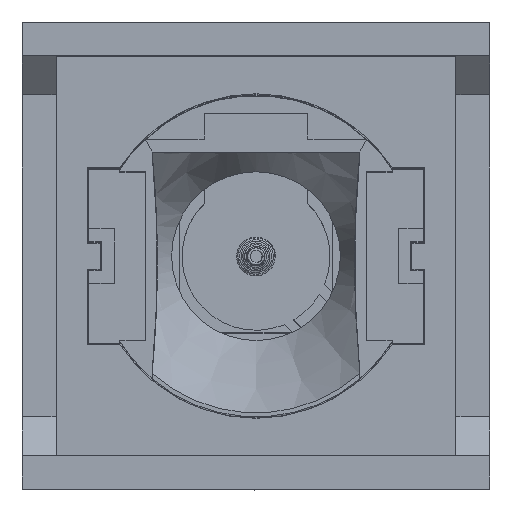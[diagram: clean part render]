
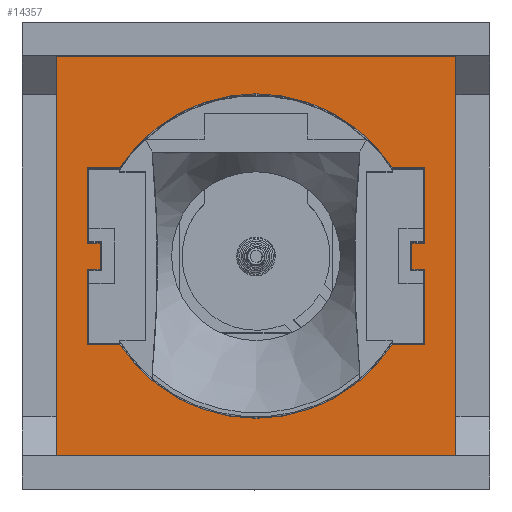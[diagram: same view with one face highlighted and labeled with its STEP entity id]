
A CAD part, top view. The second image highlights one B-rep face of the part: STEP entity #14357.
In plain terms, the highlighted planar face has unit normal (0, 0, 1).
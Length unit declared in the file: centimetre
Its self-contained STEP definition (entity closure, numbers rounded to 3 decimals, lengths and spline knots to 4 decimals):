
#73=FACE_BOUND('',#5195,.T.);
#922=LINE('',#23816,#2404);
#1135=LINE('',#24375,#2617);
#1138=LINE('',#24380,#2620);
#1139=LINE('',#24383,#2621);
#1142=LINE('',#24389,#2624);
#1144=LINE('',#24394,#2626);
#1147=LINE('',#24399,#2629);
#1149=LINE('',#24403,#2631);
#1151=LINE('',#24407,#2633);
#1154=LINE('',#24415,#2636);
#1155=LINE('',#24418,#2637);
#1157=LINE('',#24422,#2639);
#1160=LINE('',#24429,#2642);
#1161=LINE('',#24432,#2643);
#1163=LINE('',#24435,#2645);
#1165=LINE('',#24440,#2647);
#1168=LINE('',#24444,#2650);
#1169=LINE('',#24446,#2651);
#2404=VECTOR('',#18215,1.);
#2617=VECTOR('',#18688,1.);
#2620=VECTOR('',#18693,1.);
#2621=VECTOR('',#18696,1.);
#2624=VECTOR('',#18703,1.);
#2626=VECTOR('',#18707,1.);
#2629=VECTOR('',#18712,1.);
#2631=VECTOR('',#18716,1.);
#2633=VECTOR('',#18720,1.);
#2636=VECTOR('',#18729,1.);
#2637=VECTOR('',#18732,1.);
#2639=VECTOR('',#18736,1.);
#2642=VECTOR('',#18745,1.);
#2643=VECTOR('',#18748,1.);
#2645=VECTOR('',#18752,1.);
#2647=VECTOR('',#18756,1.);
#2650=VECTOR('',#18761,1.);
#2651=VECTOR('',#18764,1.);
#3636=PLANE('',#15490);
#4385=FACE_OUTER_BOUND('',#5194,.T.);
#5194=EDGE_LOOP('',(#12673,#12674,#12675,#12676));
#5195=EDGE_LOOP('',(#12677,#12678,#12679,#12680,#12681,#12682,#12683,#12684,
#12685,#12686,#12687,#12688,#12689,#12690,#12691,#12692));
#5830=CIRCLE('',#15478,0.625);
#5831=CIRCLE('',#15483,0.625);
#6819=VERTEX_POINT('',#23813);
#6820=VERTEX_POINT('',#23815);
#6993=VERTEX_POINT('',#24372);
#6994=VERTEX_POINT('',#24374);
#6995=VERTEX_POINT('',#24378);
#6996=VERTEX_POINT('',#24382);
#6997=VERTEX_POINT('',#24387);
#6998=VERTEX_POINT('',#24391);
#6999=VERTEX_POINT('',#24393);
#7000=VERTEX_POINT('',#24397);
#7001=VERTEX_POINT('',#24401);
#7002=VERTEX_POINT('',#24405);
#7003=VERTEX_POINT('',#24409);
#7004=VERTEX_POINT('',#24411);
#7005=VERTEX_POINT('',#24417);
#7006=VERTEX_POINT('',#24421);
#7007=VERTEX_POINT('',#24425);
#7008=VERTEX_POINT('',#24431);
#7009=VERTEX_POINT('',#24437);
#7010=VERTEX_POINT('',#24439);
#8672=EDGE_CURVE('',#6820,#6819,#922,.T.);
#8931=EDGE_CURVE('',#6994,#6993,#1135,.T.);
#8934=EDGE_CURVE('',#6993,#6995,#1138,.T.);
#8935=EDGE_CURVE('',#6996,#6994,#1139,.T.);
#8938=EDGE_CURVE('',#6995,#6997,#1142,.T.);
#8940=EDGE_CURVE('',#6999,#6998,#1144,.T.);
#8943=EDGE_CURVE('',#6998,#7000,#1147,.T.);
#8945=EDGE_CURVE('',#7000,#7001,#1149,.T.);
#8947=EDGE_CURVE('',#7001,#7002,#1151,.T.);
#8949=EDGE_CURVE('',#7004,#7003,#5830,.T.);
#8951=EDGE_CURVE('',#7002,#7004,#1154,.T.);
#8952=EDGE_CURVE('',#7005,#6999,#1155,.T.);
#8954=EDGE_CURVE('',#7006,#7005,#1157,.T.);
#8956=EDGE_CURVE('',#7007,#7006,#5831,.T.);
#8958=EDGE_CURVE('',#6997,#7007,#1160,.T.);
#8959=EDGE_CURVE('',#7008,#6996,#1161,.T.);
#8961=EDGE_CURVE('',#7003,#7008,#1163,.T.);
#8963=EDGE_CURVE('',#7010,#7009,#1165,.T.);
#8966=EDGE_CURVE('',#7009,#6820,#1168,.T.);
#8967=EDGE_CURVE('',#6819,#7010,#1169,.T.);
#12673=ORIENTED_EDGE('',*,*,#8963,.T.);
#12674=ORIENTED_EDGE('',*,*,#8966,.T.);
#12675=ORIENTED_EDGE('',*,*,#8672,.T.);
#12676=ORIENTED_EDGE('',*,*,#8967,.T.);
#12677=ORIENTED_EDGE('',*,*,#8949,.T.);
#12678=ORIENTED_EDGE('',*,*,#8961,.T.);
#12679=ORIENTED_EDGE('',*,*,#8959,.T.);
#12680=ORIENTED_EDGE('',*,*,#8935,.T.);
#12681=ORIENTED_EDGE('',*,*,#8931,.T.);
#12682=ORIENTED_EDGE('',*,*,#8934,.T.);
#12683=ORIENTED_EDGE('',*,*,#8938,.T.);
#12684=ORIENTED_EDGE('',*,*,#8958,.T.);
#12685=ORIENTED_EDGE('',*,*,#8956,.T.);
#12686=ORIENTED_EDGE('',*,*,#8954,.T.);
#12687=ORIENTED_EDGE('',*,*,#8952,.T.);
#12688=ORIENTED_EDGE('',*,*,#8940,.T.);
#12689=ORIENTED_EDGE('',*,*,#8943,.T.);
#12690=ORIENTED_EDGE('',*,*,#8945,.T.);
#12691=ORIENTED_EDGE('',*,*,#8947,.T.);
#12692=ORIENTED_EDGE('',*,*,#8951,.T.);
#14357=ADVANCED_FACE('',(#4385,#73),#3636,.T.);
#15478=AXIS2_PLACEMENT_3D('',#24412,#18724,#18725);
#15483=AXIS2_PLACEMENT_3D('',#24426,#18740,#18741);
#15490=AXIS2_PLACEMENT_3D('',#24447,#18765,#18766);
#18215=DIRECTION('',(-1.,0.,0.));
#18688=DIRECTION('',(0.,1.,0.));
#18693=DIRECTION('',(-1.,0.,0.));
#18696=DIRECTION('',(1.,0.,0.));
#18703=DIRECTION('',(0.,1.,0.));
#18707=DIRECTION('',(-1.,0.,0.));
#18712=DIRECTION('',(0.,-1.,0.));
#18716=DIRECTION('',(1.,0.,0.));
#18720=DIRECTION('',(0.,-1.,0.));
#18724=DIRECTION('center_axis',(0.,0.,
-1.));
#18725=DIRECTION('ref_axis',(-0.839,-0.544,0.));
#18729=DIRECTION('',(-1.,0.,0.));
#18732=DIRECTION('',(0.,-1.,0.));
#18736=DIRECTION('',(1.,0.,0.));
#18740=DIRECTION('center_axis',(0.,0.,
-1.));
#18741=DIRECTION('ref_axis',(0.839,0.544,0.));
#18745=DIRECTION('',(1.,0.,0.));
#18748=DIRECTION('',(0.,1.,0.));
#18752=DIRECTION('',(-1.,0.,0.));
#18756=DIRECTION('',(1.,0.,0.));
#18761=DIRECTION('',(0.,1.,0.));
#18764=DIRECTION('',(0.,-1.,0.));
#18765=DIRECTION('center_axis',(0.,0.,
1.));
#18766=DIRECTION('ref_axis',(1.,0.,0.));
#23813=CARTESIAN_POINT('',(-0.77,0.77,1.67));
#23815=CARTESIAN_POINT('',(0.77,0.77,1.67));
#23816=CARTESIAN_POINT('',(0.77,0.77,1.67));
#24372=CARTESIAN_POINT('',(-0.6,0.05,1.67));
#24374=CARTESIAN_POINT('',(-0.6,-0.05,1.67));
#24375=CARTESIAN_POINT('',(-0.6,-0.025,1.67));
#24378=CARTESIAN_POINT('',(-0.65,0.05,1.67));
#24380=CARTESIAN_POINT('',(-0.3,0.05,1.67));
#24382=CARTESIAN_POINT('',(-0.65,-0.05,1.67));
#24383=CARTESIAN_POINT('',(-0.325,-0.05,1.67));
#24387=CARTESIAN_POINT('',(-0.65,0.34,1.67));
#24389=CARTESIAN_POINT('',(-0.65,-0.025,1.67));
#24391=CARTESIAN_POINT('',(0.6,0.05,1.67));
#24393=CARTESIAN_POINT('',(0.65,0.05,1.67));
#24394=CARTESIAN_POINT('',(0.325,0.05,1.67));
#24397=CARTESIAN_POINT('',(0.6,-0.05,1.67));
#24399=CARTESIAN_POINT('',(0.6,0.025,1.67));
#24401=CARTESIAN_POINT('',(0.65,-0.05,1.67));
#24403=CARTESIAN_POINT('',(0.3,-0.05,1.67));
#24405=CARTESIAN_POINT('',(0.65,-0.34,1.67));
#24407=CARTESIAN_POINT('',(0.65,-0.025,1.67));
#24409=CARTESIAN_POINT('',(-0.5244,-0.34,1.67));
#24411=CARTESIAN_POINT('',(0.5244,-0.34,1.67));
#24412=CARTESIAN_POINT('Origin',(0.,0.,
1.67));
#24415=CARTESIAN_POINT('',(0.2622,-0.34,1.67));
#24417=CARTESIAN_POINT('',(0.65,0.34,1.67));
#24418=CARTESIAN_POINT('',(0.65,-0.025,1.67));
#24421=CARTESIAN_POINT('',(0.5244,0.34,1.67));
#24422=CARTESIAN_POINT('',(0.325,0.34,1.67));
#24425=CARTESIAN_POINT('',(-0.5244,0.34,1.67));
#24426=CARTESIAN_POINT('Origin',(0.,0.,
1.67));
#24429=CARTESIAN_POINT('',(-0.2622,0.34,1.67));
#24431=CARTESIAN_POINT('',(-0.65,-0.34,1.67));
#24432=CARTESIAN_POINT('',(-0.65,-0.025,1.67));
#24435=CARTESIAN_POINT('',(-0.325,-0.34,1.67));
#24437=CARTESIAN_POINT('',(0.77,-0.77,1.67));
#24439=CARTESIAN_POINT('',(-0.77,-0.77,1.67));
#24440=CARTESIAN_POINT('',(-0.77,-0.77,1.67));
#24444=CARTESIAN_POINT('',(0.77,-0.77,1.67));
#24446=CARTESIAN_POINT('',(-0.77,0.77,1.67));
#24447=CARTESIAN_POINT('Origin',(0.,0.,
1.67));
